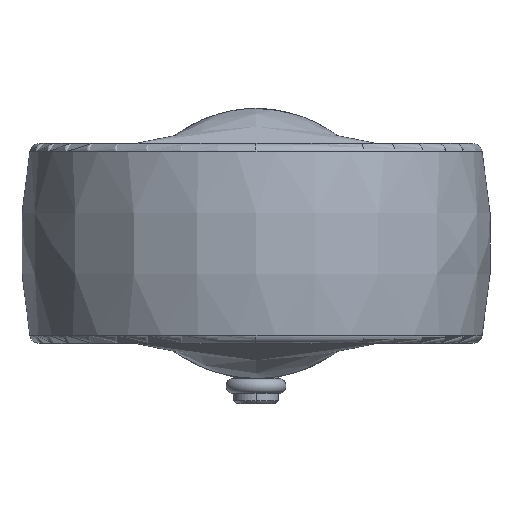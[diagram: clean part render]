
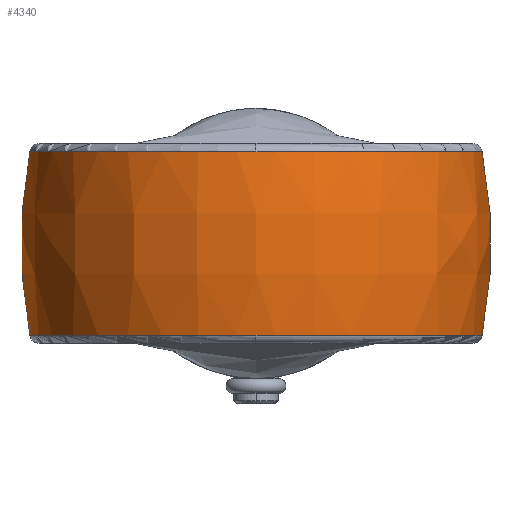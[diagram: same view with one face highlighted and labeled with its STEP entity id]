
A CAD part, left-side view. The second image highlights one B-rep face of the part: STEP entity #4340.
In plain terms, the highlighted free-form (B-spline) face has degree [3, 3] with [4, 7] control points.
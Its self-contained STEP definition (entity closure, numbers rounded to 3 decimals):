
#4241=CARTESIAN_POINT('',(18.,13.748,9.184));
#4242=CARTESIAN_POINT('',(2.022,34.668,9.184));
#4243=CARTESIAN_POINT('',(-22.649,25.983,9.184));
#4244=CARTESIAN_POINT('',(-22.649,-0.,9.184));
#4245=CARTESIAN_POINT('',(-22.649,-25.983,9.184));
#4246=CARTESIAN_POINT('',(2.022,-34.668,9.184));
#4247=CARTESIAN_POINT('',(18.,-13.748,9.184));
#4248=CARTESIAN_POINT('',(18.904,14.438,3.096));
#4249=CARTESIAN_POINT('',(2.123,36.409,3.096));
#4250=CARTESIAN_POINT('',(-23.787,27.288,3.096));
#4251=CARTESIAN_POINT('',(-23.787,-0.,3.096));
#4252=CARTESIAN_POINT('',(-23.787,-27.288,3.096));
#4253=CARTESIAN_POINT('',(2.123,-36.409,3.096));
#4254=CARTESIAN_POINT('',(18.904,-14.438,3.096));
#4255=CARTESIAN_POINT('',(18.904,14.438,-3.096));
#4256=CARTESIAN_POINT('',(2.123,36.409,-3.096));
#4257=CARTESIAN_POINT('',(-23.787,27.288,-3.096));
#4258=CARTESIAN_POINT('',(-23.787,-0.,-3.096));
#4259=CARTESIAN_POINT('',(-23.787,-27.288,-3.096));
#4260=CARTESIAN_POINT('',(2.123,-36.409,-3.096));
#4261=CARTESIAN_POINT('',(18.904,-14.438,-3.096));
#4262=CARTESIAN_POINT('',(18.,13.748,-9.184));
#4263=CARTESIAN_POINT('',(2.022,34.668,-9.184));
#4264=CARTESIAN_POINT('',(-22.649,25.983,-9.184));
#4265=CARTESIAN_POINT('',(-22.649,-0.,-9.184));
#4266=CARTESIAN_POINT('',(-22.649,-25.983,-9.184));
#4267=CARTESIAN_POINT('',(2.022,-34.668,-9.184));
#4268=CARTESIAN_POINT('',(18.,-13.748,-9.184));
#4269=(BOUNDED_SURFACE()
B_SPLINE_SURFACE(3,3,((#4241,#4242,#4243,#4244,#4245,#4246,#4247),(#4248,#4249,#4250,#4251,#4252,#4253,#4254),(#4255,#4256,#4257,#4258,#4259,#4260,#4261),(#4262,#4263,#4264,#4265,#4266,#4267,#4268)),.UNSPECIFIED.,.F.,.F.,.U.)
B_SPLINE_SURFACE_WITH_KNOTS((4,4),(4,3,4),(0.622,5.661),(-0.182,0.,0.182),.UNSPECIFIED.)
GEOMETRIC_REPRESENTATION_ITEM()
RATIONAL_B_SPLINE_SURFACE(((0.979,0.538,0.545,1.,0.545,0.538,0.979),(0.968,0.531,0.538,0.989,0.538,0.531,0.968),(0.968,0.531,0.538,0.989,0.538,0.531,0.968),(0.979,0.538,0.545,1.,0.545,0.538,0.979)))
REPRESENTATION_ITEM('')
SURFACE()
);
#4270=CARTESIAN_POINT('',(18.,13.748,9.184));
#4271=VERTEX_POINT('',#4270);
#4272=CARTESIAN_POINT('',(18.,13.748,-9.184));
#4273=VERTEX_POINT('',#4272);
#4274=CARTESIAN_POINT('',(18.,13.748,9.184));
#4275=CARTESIAN_POINT('',(18.,13.802,9.003));
#4276=CARTESIAN_POINT('',(18.,13.912,8.639));
#4277=CARTESIAN_POINT('',(18.,14.064,8.088));
#4278=CARTESIAN_POINT('',(18.,14.207,7.53));
#4279=CARTESIAN_POINT('',(18.,14.34,6.964));
#4280=CARTESIAN_POINT('',(18.,14.464,6.391));
#4281=CARTESIAN_POINT('',(18.,14.578,5.81));
#4282=CARTESIAN_POINT('',(18.,14.681,5.222));
#4283=CARTESIAN_POINT('',(18.,14.862,4.064));
#4284=CARTESIAN_POINT('',(18.,15.053,2.318));
#4285=CARTESIAN_POINT('',(18.,15.136,-0.018));
#4286=CARTESIAN_POINT('',(18.,15.05,-2.353));
#4287=CARTESIAN_POINT('',(18.,14.845,-4.215));
#4288=CARTESIAN_POINT('',(18.,14.619,-5.6));
#4289=CARTESIAN_POINT('',(18.,14.439,-6.524));
#4290=CARTESIAN_POINT('',(18.,14.234,-7.428));
#4291=CARTESIAN_POINT('',(18.,14.007,-8.315));
#4292=CARTESIAN_POINT('',(18.,13.833,-8.895));
#4293=CARTESIAN_POINT('',(18.,13.748,-9.184));
#4294=B_SPLINE_CURVE_WITH_KNOTS('',3,(#4274,#4275,#4276,#4277,#4278,#4279,#4280,#4281,#4282,#4283,#4284,#4285,#4286,#4287,#4288,#4289,#4290,#4291,#4292,#4293),.UNSPECIFIED.,.F.,.F.,(4,1,1,1,1,1,1,1,1,1,1,1,1,1,1,1,1,4),(0.,0.03,0.061,0.092,0.123,0.155,0.186,0.218,0.251,0.375,0.501,0.627,0.751,0.802,0.853,0.902,0.952,1.),.UNSPECIFIED.);
#4295=EDGE_CURVE('',#4271,#4273,#4294,.T.);
#4296=ORIENTED_EDGE('',*,*,#4295,.T.);
#4297=CARTESIAN_POINT('',(18.,-13.748,-9.184));
#4298=VERTEX_POINT('',#4297);
#4299=CARTESIAN_POINT('',(0.,0.,-9.184));
#4300=DIRECTION('',(0.,0.,1.));
#4301=DIRECTION('',(1.,0.,-0.));
#4302=AXIS2_PLACEMENT_3D('',#4299,#4300,#4301);
#4303=CIRCLE('',#4302,22.649);
#4304=EDGE_CURVE('',#4273,#4298,#4303,.T.);
#4305=ORIENTED_EDGE('',*,*,#4304,.T.);
#4306=CARTESIAN_POINT('',(18.,-13.748,9.184));
#4307=VERTEX_POINT('',#4306);
#4308=CARTESIAN_POINT('',(18.,-13.748,-9.184));
#4309=CARTESIAN_POINT('',(18.,-13.802,-9.003));
#4310=CARTESIAN_POINT('',(18.,-13.912,-8.64));
#4311=CARTESIAN_POINT('',(18.,-14.063,-8.089));
#4312=CARTESIAN_POINT('',(18.,-14.206,-7.531));
#4313=CARTESIAN_POINT('',(18.,-14.34,-6.966));
#4314=CARTESIAN_POINT('',(18.,-14.463,-6.393));
#4315=CARTESIAN_POINT('',(18.,-14.577,-5.813));
#4316=CARTESIAN_POINT('',(18.,-14.68,-5.226));
#4317=CARTESIAN_POINT('',(18.,-14.861,-4.069));
#4318=CARTESIAN_POINT('',(18.,-15.052,-2.326));
#4319=CARTESIAN_POINT('',(18.,-15.136,0.009));
#4320=CARTESIAN_POINT('',(18.,-15.051,2.346));
#4321=CARTESIAN_POINT('',(18.,-14.845,4.211));
#4322=CARTESIAN_POINT('',(18.,-14.619,5.598));
#4323=CARTESIAN_POINT('',(18.,-14.44,6.522));
#4324=CARTESIAN_POINT('',(18.,-14.234,7.427));
#4325=CARTESIAN_POINT('',(18.,-14.007,8.314));
#4326=CARTESIAN_POINT('',(18.,-13.834,8.895));
#4327=CARTESIAN_POINT('',(18.,-13.748,9.184));
#4328=B_SPLINE_CURVE_WITH_KNOTS('',3,(#4308,#4309,#4310,#4311,#4312,#4313,#4314,#4315,#4316,#4317,#4318,#4319,#4320,#4321,#4322,#4323,#4324,#4325,#4326,#4327),.UNSPECIFIED.,.F.,.F.,(4,1,1,1,1,1,1,1,1,1,1,1,1,1,1,1,1,4),(0.,0.03,0.061,0.092,0.123,0.155,0.186,0.218,0.251,0.375,0.5,0.626,0.751,0.802,0.853,0.902,0.952,1.),.UNSPECIFIED.);
#4329=EDGE_CURVE('',#4298,#4307,#4328,.T.);
#4330=ORIENTED_EDGE('',*,*,#4329,.T.);
#4331=CARTESIAN_POINT('',(0.,0.,9.184));
#4332=DIRECTION('',(0.,0.,1.));
#4333=DIRECTION('',(1.,0.,-0.));
#4334=AXIS2_PLACEMENT_3D('',#4331,#4332,#4333);
#4335=CIRCLE('',#4334,22.649);
#4336=EDGE_CURVE('',#4271,#4307,#4335,.T.);
#4337=ORIENTED_EDGE('',*,*,#4336,.F.);
#4338=EDGE_LOOP('',(#4296,#4305,#4330,#4337));
#4339=FACE_BOUND('',#4338,.T.);
#4340=ADVANCED_FACE('',(#4339),#4269,.T.);
